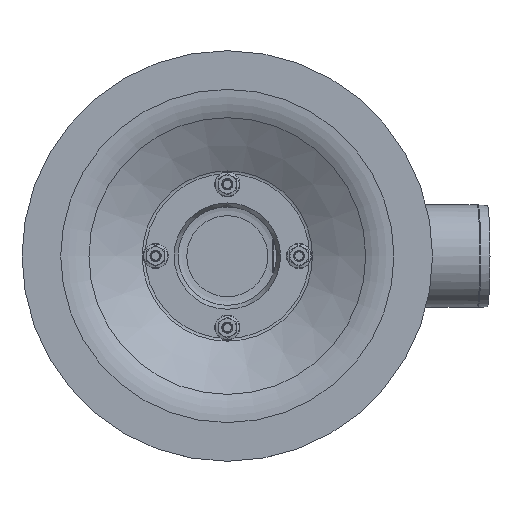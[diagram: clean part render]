
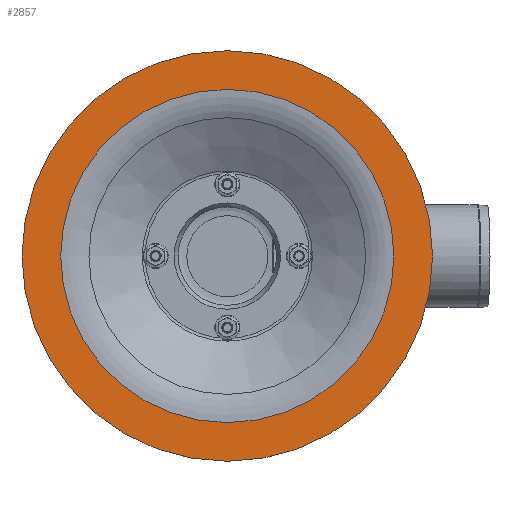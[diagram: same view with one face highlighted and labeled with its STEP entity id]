
A CAD part, top view. The second image highlights one B-rep face of the part: STEP entity #2857.
In plain terms, the highlighted planar face has unit normal (0, 0, 1).
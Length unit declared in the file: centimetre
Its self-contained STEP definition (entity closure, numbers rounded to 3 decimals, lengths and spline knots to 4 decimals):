
#277=FACE_BOUND('',#559,.T.);
#291=PLANE('',#3095);
#350=FACE_OUTER_BOUND('',#558,.T.);
#558=EDGE_LOOP('',(#1993));
#559=EDGE_LOOP('',(#1994));
#1040=CIRCLE('',#3066,146.);
#1057=CIRCLE('',#3093,118.5);
#1249=VERTEX_POINT('',#4462);
#1263=VERTEX_POINT('',#4507);
#1508=EDGE_CURVE('',#1249,#1249,#1040,.T.);
#1528=EDGE_CURVE('',#1263,#1263,#1057,.T.);
#1993=ORIENTED_EDGE('',*,*,#1508,.F.);
#1994=ORIENTED_EDGE('',*,*,#1528,.T.);
#2857=ADVANCED_FACE('',(#350,#277),#291,.T.);
#3066=AXIS2_PLACEMENT_3D('',#4464,#3489,#3490);
#3093=AXIS2_PLACEMENT_3D('',#4508,#3546,#3547);
#3095=AXIS2_PLACEMENT_3D('',#4510,#3550,#3551);
#3489=DIRECTION('center_axis',(0.,0.,-1.));
#3490=DIRECTION('ref_axis',(1.,0.,0.));
#3546=DIRECTION('center_axis',(0.,0.,-1.));
#3547=DIRECTION('ref_axis',(1.,0.,0.));
#3550=DIRECTION('center_axis',(0.,0.,1.));
#3551=DIRECTION('ref_axis',(0.,-1.,0.));
#4462=CARTESIAN_POINT('',(1188.179,354.1702,58.9862));
#4464=CARTESIAN_POINT('Origin',(1042.179,354.1702,58.9862));
#4507=CARTESIAN_POINT('',(1042.179,235.6702,58.9862));
#4508=CARTESIAN_POINT('Origin',(1042.179,354.1702,58.9862));
#4510=CARTESIAN_POINT('Origin',(896.179,354.1702,58.9862));
